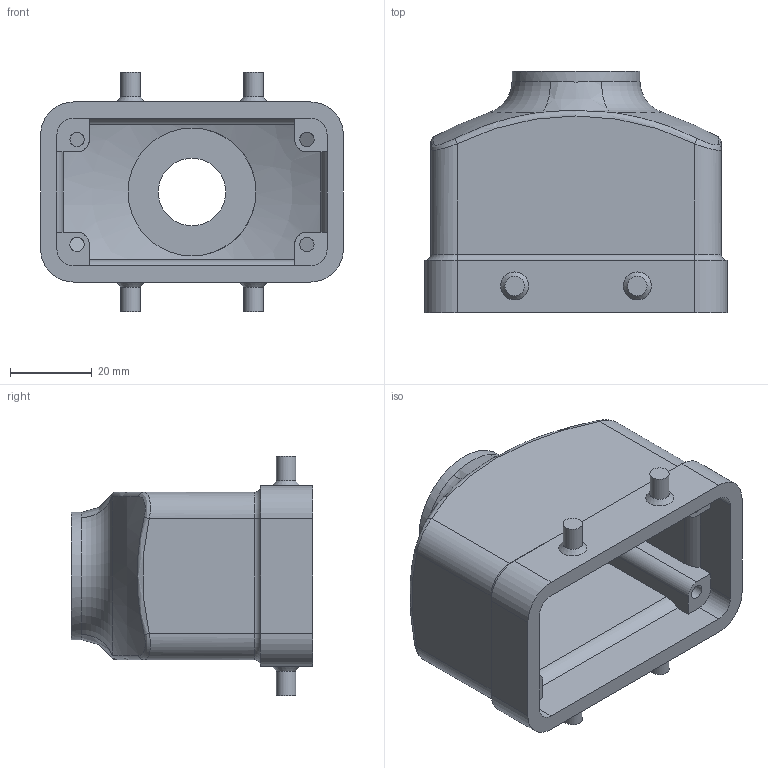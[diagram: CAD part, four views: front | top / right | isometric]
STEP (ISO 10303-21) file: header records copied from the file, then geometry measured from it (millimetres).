
FILE_DESCRIPTION (( 'STEP AP214' ), '1' );
FILE_NAME ('ZP-MC10B-2-DTE16M.STEP', '2011-11-21T14:30:52', ( '.adc' ), ( '' ), 'SwSTEP 2.0', 'SolidWorks 2011', '' );
FILE_SCHEMA (( 'AUTOMOTIVE_DESIGN' ));
Length unit declared in the file: millimetre
Products named in the file (1): ZP-MC10B-2-DTE16M
Bounding box: 74 x 59 x 58.5 mm (x, y, z)
Volume: 57398.6 mm3; surface area: 29363.9 mm2
Topology: 5 solids, 5 shells, 110 faces, 252 edges, 158 vertices
Faces by surface type: plane 42, cylinder 37, torus 10, bspline 10, sphere 7, cone 4
Full cylindrical faces by diameter (mm): 3.5 x4, 4.752 x4, 16.5 x1, 21 x1, 31.25 x2
Entity records: 5847 total; most frequent: CARTESIAN_POINT 2259, DIRECTION 501, ORIENTED_EDGE 454, EDGE_CURVE 227, AXIS2_PLACEMENT_3D 202, VERTEX_POINT 150, EDGE_LOOP 135, FACE_OUTER_BOUND 122
